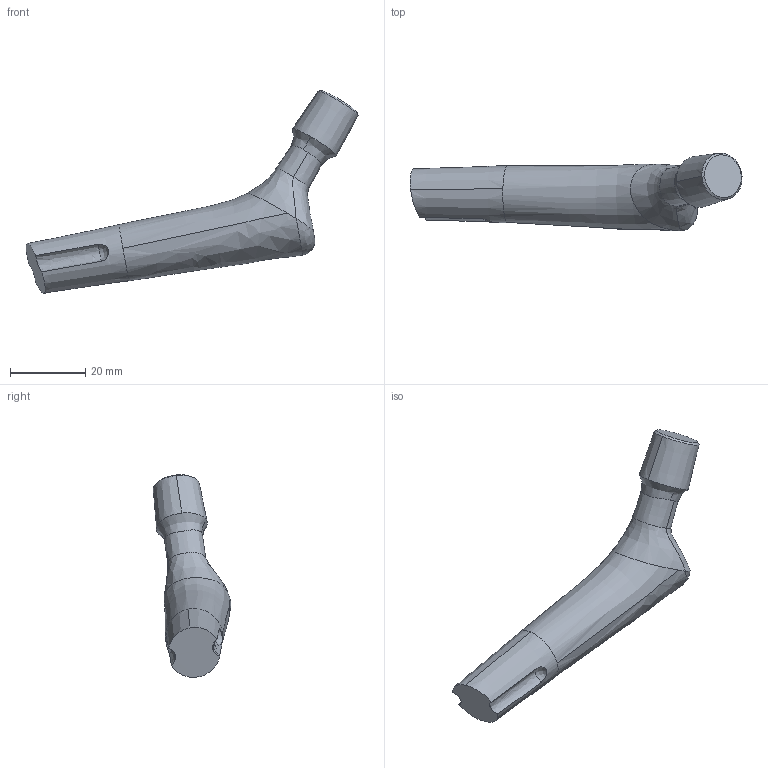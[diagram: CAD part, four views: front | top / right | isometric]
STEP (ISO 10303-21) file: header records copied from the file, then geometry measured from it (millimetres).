
FILE_DESCRIPTION (( 'STEP AP214' ), '1' );
FILE_NAME ('Hip Stem Geometry.STEP', '2020-11-11T23:03:54', ( '' ), ( '' ), 'SwSTEP 2.0', 'SolidWorks 2019', '' );
FILE_SCHEMA (( 'AUTOMOTIVE_DESIGN' ));
Length unit declared in the file: millimetre
Products named in the file (1): Hip Stem Geometry
Bounding box: 88.53 x 20.73 x 54.05 mm (x, y, z)
Volume: 18059 mm3; surface area: 5357.1 mm2
Topology: 1 solids, 1 shells, 33 faces, 92 edges, 61 vertices
Faces by surface type: bspline 17, cone 8, plane 4, cylinder 2, torus 2
Entity records: 6328 total; most frequent: CARTESIAN_POINT 5645, ORIENTED_EDGE 180, EDGE_CURVE 90, B_SPLINE_CURVE_WITH_KNOTS 64, DIRECTION 64, VERTEX_POINT 61, EDGE_LOOP 35, FACE_OUTER_BOUND 33
